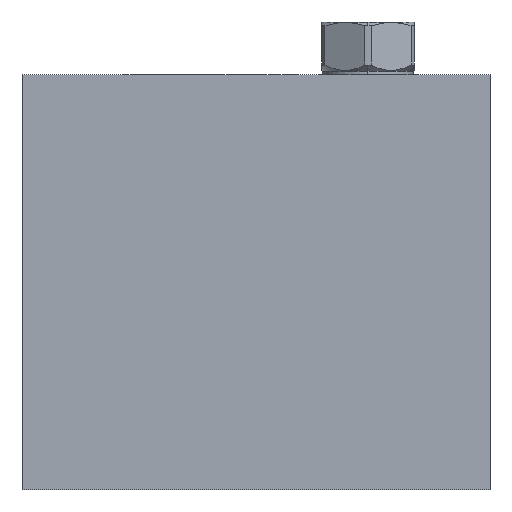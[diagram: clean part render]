
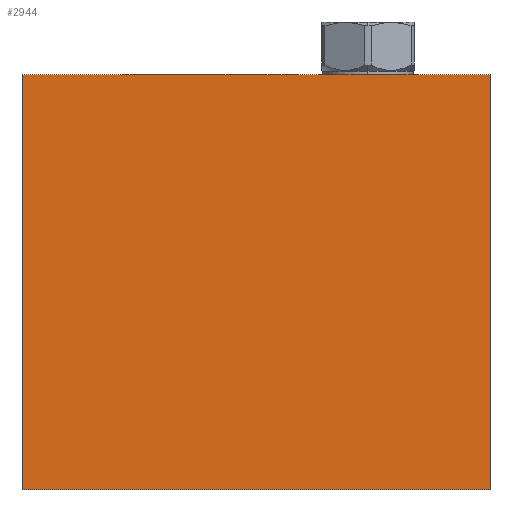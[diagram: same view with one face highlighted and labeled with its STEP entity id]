
A CAD part, front view. The second image highlights one B-rep face of the part: STEP entity #2944.
In plain terms, the highlighted planar face has unit normal (0, -1, 0).
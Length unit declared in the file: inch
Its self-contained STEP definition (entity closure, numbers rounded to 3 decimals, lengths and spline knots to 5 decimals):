
#5=DIRECTION('',(1.,0.,0.));
#6=VECTOR('',#5,4.438);
#7=CARTESIAN_POINT('',(0.,-4.,0.));
#8=LINE('',#7,#6);
#125=DIRECTION('',(0.,0.,1.));
#126=VECTOR('',#125,3.938);
#127=CARTESIAN_POINT('',(4.438,-4.,0.));
#128=LINE('',#127,#126);
#149=DIRECTION('',(0.,0.,1.));
#150=VECTOR('',#149,3.938);
#151=CARTESIAN_POINT('',(0.,-4.,0.));
#152=LINE('',#151,#150);
#165=DIRECTION('',(1.,0.,0.));
#166=VECTOR('',#165,4.438);
#167=CARTESIAN_POINT('',(0.,-4.,3.938));
#168=LINE('',#167,#166);
#2450=CARTESIAN_POINT('',(0.,-4.,0.));
#2452=VERTEX_POINT('',#2450);
#2453=CARTESIAN_POINT('',(4.438,-4.,0.));
#2454=VERTEX_POINT('',#2453);
#2458=CARTESIAN_POINT('',(0.,-4.,3.938));
#2460=VERTEX_POINT('',#2458);
#2461=CARTESIAN_POINT('',(4.438,-4.,3.938));
#2462=VERTEX_POINT('',#2461);
#2932=CARTESIAN_POINT('',(0.,-4.,0.));
#2933=DIRECTION('',(0.,-1.,0.));
#2934=DIRECTION('',(1.,0.,0.));
#2935=AXIS2_PLACEMENT_3D('',#2932,#2933,#2934);
#2936=PLANE('',#2935);
#2937=ORIENTED_EDGE('',*,*,#2808,.F.);
#2938=ORIENTED_EDGE('',*,*,#2857,.T.);
#2940=ORIENTED_EDGE('',*,*,#2939,.T.);
#2941=ORIENTED_EDGE('',*,*,#2912,.F.);
#2942=EDGE_LOOP('',(#2937,#2938,#2940,#2941));
#2943=FACE_OUTER_BOUND('',#2942,.F.);
#2944=ADVANCED_FACE('',(#2943),#2936,.T.);
#2808=EDGE_CURVE('',#2452,#2454,#8,.T.);
#2857=EDGE_CURVE('',#2452,#2460,#152,.T.);
#2912=EDGE_CURVE('',#2454,#2462,#128,.T.);
#2939=EDGE_CURVE('',#2460,#2462,#168,.T.);
